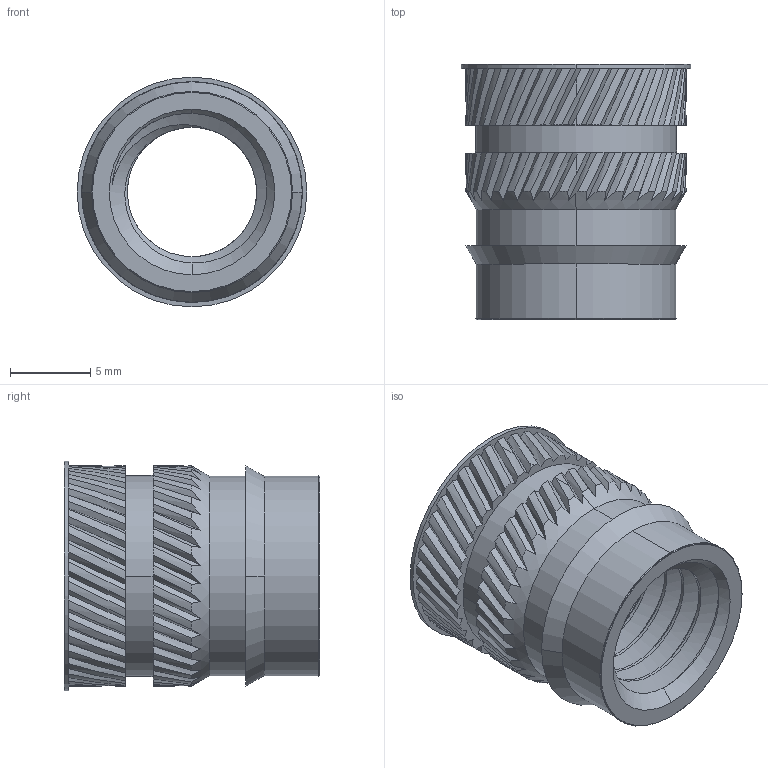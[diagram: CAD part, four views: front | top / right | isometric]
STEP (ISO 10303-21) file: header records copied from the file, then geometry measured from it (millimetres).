
FILE_DESCRIPTION (( 'STEP AP203' ), '1' );
FILE_NAME ('94180A387.STEP', '2018-04-19T12:48:26', ( '' ), ( '' ), 'SwSTEP 2.0', 'SolidWorks 2014', '' );
FILE_SCHEMA (( 'CONFIG_CONTROL_DESIGN' ));
Length unit declared in the file: millimetre
Products named in the file (1): 94180A387
Bounding box: 14.3 x 15.88 x 14.3 mm (x, y, z)
Volume: 1063.3 mm3; surface area: 1719.1 mm2
Topology: 1 solids, 1 shells, 268 faces, 779 edges, 518 vertices
Faces by surface type: bspline 147, cylinder 103, cone 11, plane 7
Entity records: 13029 total; most frequent: CARTESIAN_POINT 7804, ORIENTED_EDGE 1558, EDGE_CURVE 779, DIRECTION 637, VERTEX_POINT 518, AXIS2_PLACEMENT_3D 298, EDGE_LOOP 275, ADVANCED_FACE 268
